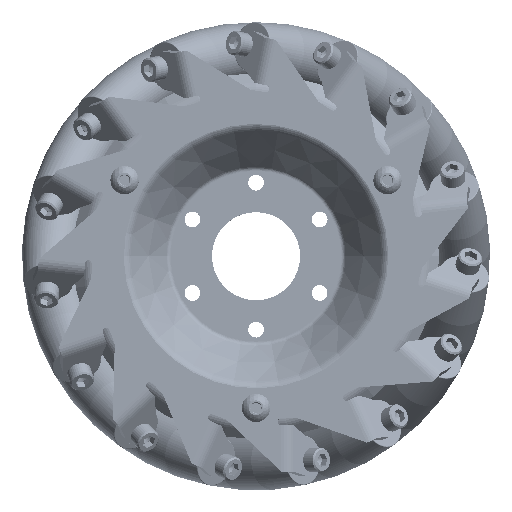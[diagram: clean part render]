
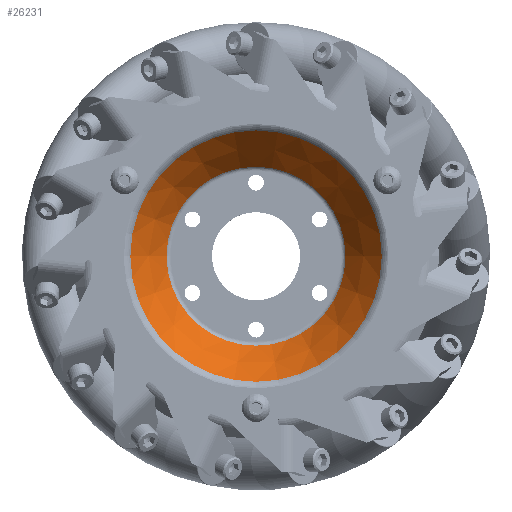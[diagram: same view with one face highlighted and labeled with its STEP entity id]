
A CAD part, top view. The second image highlights one B-rep face of the part: STEP entity #26231.
In plain terms, the highlighted conical face has half-angle 35.59 degrees and reference radius 28.53 mm.
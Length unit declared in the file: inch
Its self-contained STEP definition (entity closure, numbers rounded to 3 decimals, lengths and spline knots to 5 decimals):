
#584 = CARTESIAN_POINT ( 'NONE',  ( 0.79662, 0., 1.60391 ) ) ;
#2359 = CIRCLE ( 'NONE', #18277, 1.14194 ) ;
#2416 = DIRECTION ( 'NONE',  ( 0., 0., -1. ) ) ;
#2546 = CARTESIAN_POINT ( 'NONE',  ( 0.79662, 0., 0. ) ) ;
#2939 = CARTESIAN_POINT ( 'NONE',  ( 0.125, 0., 0. ) ) ;
#3673 = CARTESIAN_POINT ( 'NONE',  ( 0.15113, 0., -1.14194 ) ) ;
#4378 = CIRCLE ( 'NONE', #20286, 1.60391 ) ;
#7488 = ORIENTED_EDGE ( 'NONE', *, *, #21894, .T. ) ;
#8214 = AXIS2_PLACEMENT_3D ( 'NONE', #2939, #11632, #20302 ) ;
#11232 = DIRECTION ( 'NONE',  ( 1., 0., 0. ) ) ;
#11489 = EDGE_CURVE ( 'NONE', #20087, #20087, #4378, .T. ) ;
#11632 = DIRECTION ( 'NONE',  ( 1., 0., 0. ) ) ;
#13767 = FACE_OUTER_BOUND ( 'NONE', #19031, .T. ) ;
#15377 = CARTESIAN_POINT ( 'NONE',  ( 0.15113, 0., 0. ) ) ;
#15426 = ORIENTED_EDGE ( 'NONE', *, *, #11489, .T. ) ;
#18277 = AXIS2_PLACEMENT_3D ( 'NONE', #15377, #21919, #2416 ) ;
#18360 = EDGE_LOOP ( 'NONE', ( #7488 ) ) ;
#19031 = EDGE_LOOP ( 'NONE', ( #15426 ) ) ;
#19916 = DIRECTION ( 'NONE',  ( 0., 0., 1. ) ) ;
#20087 = VERTEX_POINT ( 'NONE', #584 ) ;
#20286 = AXIS2_PLACEMENT_3D ( 'NONE', #2546, #11232, #19916 ) ;
#20302 = DIRECTION ( 'NONE',  ( 0., 0., -1. ) ) ;
#20508 = CONICAL_SURFACE ( 'NONE', #8214, 1.12325, 0.621 ) ;
#21894 = EDGE_CURVE ( 'NONE', #23180, #23180, #2359, .T. ) ;
#21919 = DIRECTION ( 'NONE',  ( -1., 0., 0. ) ) ;
#22448 = FACE_BOUND ( 'NONE', #18360, .T. ) ;
#23180 = VERTEX_POINT ( 'NONE', #3673 ) ;
#26231 = ADVANCED_FACE ( 'NONE', ( #13767, #22448 ), #20508, .F. ) ;
